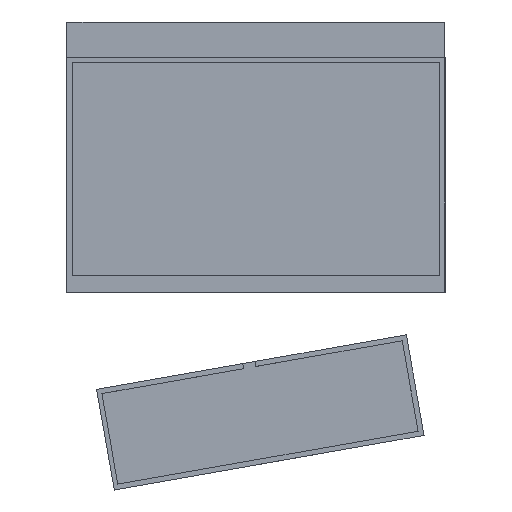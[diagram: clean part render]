
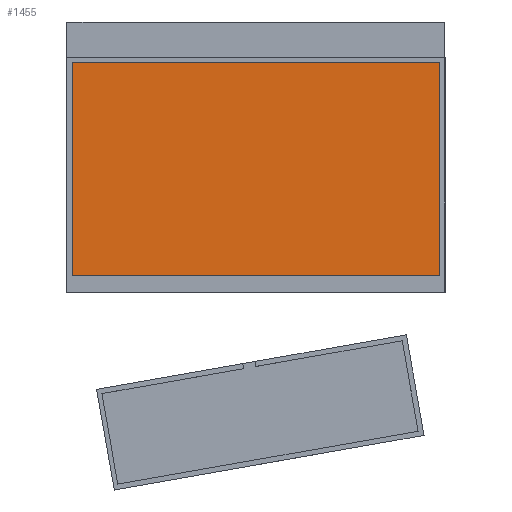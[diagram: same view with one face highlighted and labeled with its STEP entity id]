
A CAD part, top view. The second image highlights one B-rep face of the part: STEP entity #1455.
In plain terms, the highlighted planar face has unit normal (0, 0, 1).
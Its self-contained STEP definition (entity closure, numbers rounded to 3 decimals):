
#62=FACE_OUTER_BOUND('',#136,.T.);
#136=EDGE_LOOP('',(#975,#976,#977,#978,#979,#980));
#225=LINE('',#2042,#428);
#228=LINE('',#2048,#431);
#229=LINE('',#2050,#432);
#230=LINE('',#2052,#433);
#231=LINE('',#2054,#434);
#232=LINE('',#2055,#435);
#428=VECTOR('',#1669,10.);
#431=VECTOR('',#1674,10.);
#432=VECTOR('',#1675,10.);
#433=VECTOR('',#1676,10.);
#434=VECTOR('',#1677,10.);
#435=VECTOR('',#1678,10.);
#631=VERTEX_POINT('',#2039);
#632=VERTEX_POINT('',#2041);
#634=VERTEX_POINT('',#2047);
#635=VERTEX_POINT('',#2049);
#636=VERTEX_POINT('',#2051);
#637=VERTEX_POINT('',#2053);
#767=EDGE_CURVE('',#632,#631,#225,.T.);
#770=EDGE_CURVE('',#632,#634,#228,.T.);
#771=EDGE_CURVE('',#635,#631,#229,.T.);
#772=EDGE_CURVE('',#636,#635,#230,.T.);
#773=EDGE_CURVE('',#637,#636,#231,.T.);
#774=EDGE_CURVE('',#634,#637,#232,.T.);
#975=ORIENTED_EDGE('',*,*,#770,.F.);
#976=ORIENTED_EDGE('',*,*,#767,.T.);
#977=ORIENTED_EDGE('',*,*,#771,.F.);
#978=ORIENTED_EDGE('',*,*,#772,.F.);
#979=ORIENTED_EDGE('',*,*,#773,.F.);
#980=ORIENTED_EDGE('',*,*,#774,.F.);
#1382=PLANE('',#1580);
#1455=ADVANCED_FACE('',(#62),#1382,.T.);
#1580=AXIS2_PLACEMENT_3D('',#2046,#1672,#1673);
#1669=DIRECTION('',(1.,0.,0.));
#1672=DIRECTION('center_axis',(0.,0.,1.));
#1673=DIRECTION('ref_axis',(1.,0.,0.));
#1674=DIRECTION('',(-1.,0.,0.));
#1675=DIRECTION('',(-1.,0.,0.));
#1676=DIRECTION('',(0.,-1.,0.));
#1677=DIRECTION('',(1.,0.,0.));
#1678=DIRECTION('',(0.,1.,0.));
#2039=CARTESIAN_POINT('',(127.208,-153.,4.));
#2041=CARTESIAN_POINT('',(-155.792,-153.,4.));
#2042=CARTESIAN_POINT('',(169.208,-153.,4.));
#2046=CARTESIAN_POINT('Origin',(-10.792,-49.,4.));
#2047=CARTESIAN_POINT('',(-190.792,-153.,4.));
#2048=CARTESIAN_POINT('',(-83.292,-153.,4.));
#2049=CARTESIAN_POINT('',(169.208,-153.,4.));
#2050=CARTESIAN_POINT('',(79.208,-153.,4.));
#2051=CARTESIAN_POINT('',(169.208,55.,4.));
#2052=CARTESIAN_POINT('',(169.208,3.,4.));
#2053=CARTESIAN_POINT('',(-190.792,55.,4.));
#2054=CARTESIAN_POINT('',(-100.792,55.,4.));
#2055=CARTESIAN_POINT('',(-190.792,-101.,4.));
